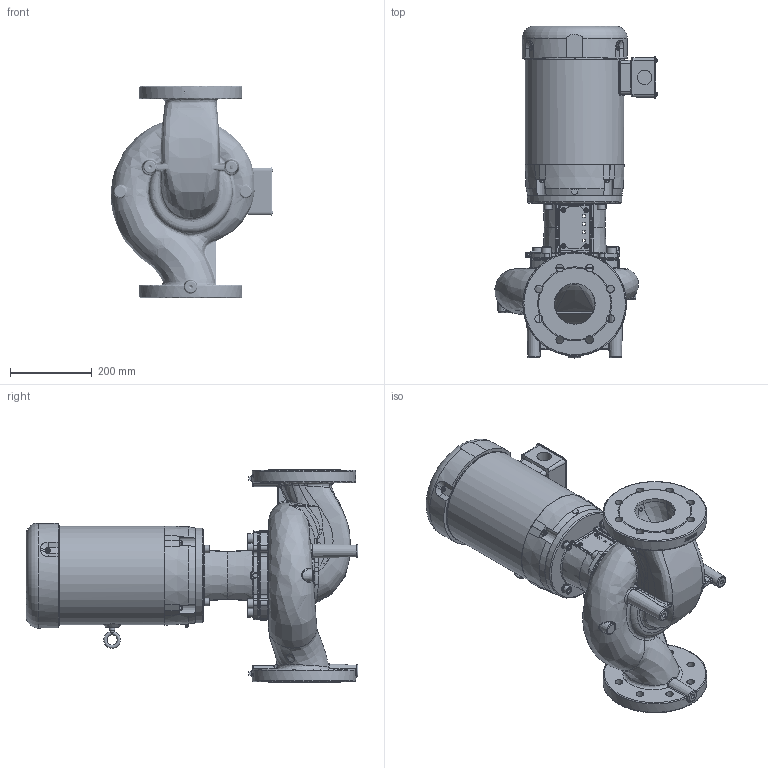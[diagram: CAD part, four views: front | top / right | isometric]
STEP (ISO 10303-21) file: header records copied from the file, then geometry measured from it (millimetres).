
FILE_DESCRIPTION(/* description */ (''),/* implementation_level */ '2;1');
FILE_NAME(/* name */ '2714523 - PUMP IL4 45_610-4-S1E 460V_3_60 TEFC_Shrinkwrap_1.stp',/* time_stamp */ '2022-03-24T16:55:13-05:00',/* author */ ('faliszekte'),/* organization */ (''),/* preprocessor_version */ 'ST-DEVELOPER v18.1',/* originating_system */ 'Autodesk Inventor 2021',/* authorisation */ '');
FILE_SCHEMA (('AUTOMOTIVE_DESIGN { 1 0 10303 214 3 1 1 }'));
Products named in the file (1): 2714523 - PUMP IL4 45_610-4-S1E 460V_3_60 TEFC_Shrinkwrap_1
Bounding box: 397.63 x 813.68 x 520.69 mm (x, y, z)
Surface area: 1565045.6 mm2 (no closed solid volume)
Topology: 0 solids, 43 shells, 3776 faces, 10897 edges, 7145 vertices
Faces by surface type: plane 1494, cylinder 1185, bspline 521, cone 314, torus 170, sphere 92
Full cylindrical faces by diameter (mm): 3.768 x1, 7.937 x4, 8.141 x10, 8.179 x8, 8.6 x2, 8.839 x4, 9 x8, 9.652 x1, 9.85 x3, 10.162 x60, 10.516 x3, 11 x8, 11.1 x1, 12.662 x1, 12.7 x60, 13.495 x2, 19.05 x20, 23.812 x4, 33 x1, 34.919 x1, 35.052 x1, 241.579 x1, 254 x2
Entity records: 210724 total; most frequent: CARTESIAN_POINT 111581, ORIENTED_EDGE 20116, DIRECTION 19148, EDGE_CURVE 10862, VERTEX_POINT 7145, AXIS2_PLACEMENT_3D 7113, LINE 4922, VECTOR 4922
